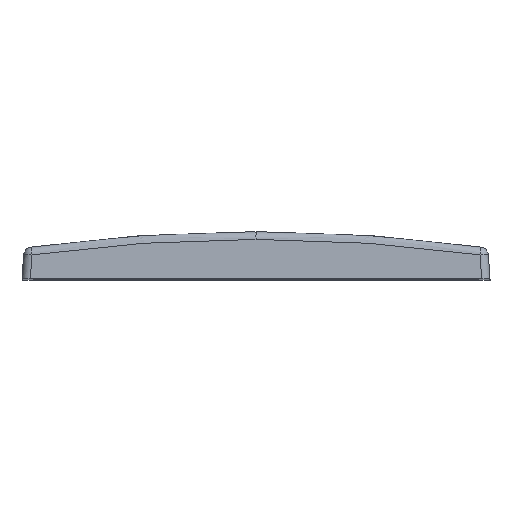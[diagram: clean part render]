
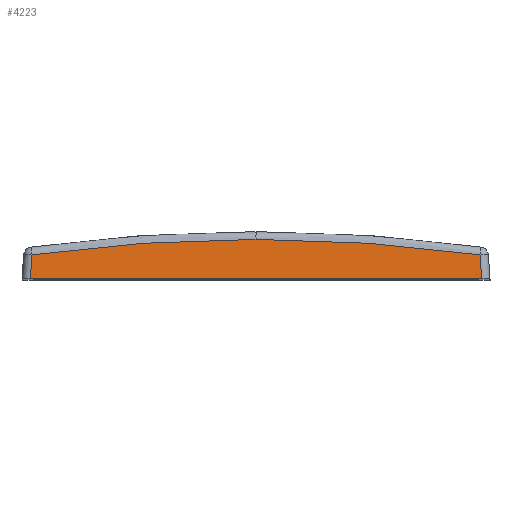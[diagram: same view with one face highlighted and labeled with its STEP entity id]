
A CAD part, top view. The second image highlights one B-rep face of the part: STEP entity #4223.
In plain terms, the highlighted planar face has unit normal (0, 0.07, 0.998).
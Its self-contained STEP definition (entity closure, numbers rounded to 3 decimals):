
#317=CARTESIAN_POINT('',(0.,7.105,69.503));
#476=DIRECTION('',(-1.,0.,0.));
#477=VECTOR('',#476,81.007);
#478=CARTESIAN_POINT('',(40.504,0.,70.));
#479=LINE('',#478,#477);
#480=DIRECTION('',(-0.07,-0.995,0.07));
#481=VECTOR('',#480,4.365);
#482=CARTESIAN_POINT('',(-40.2,4.343,69.696));
#483=LINE('',#482,#481);
#484=CARTESIAN_POINT('',(0.,7.105,69.503));
#485=CARTESIAN_POINT('',(-13.442,7.105,69.503));
#486=CARTESIAN_POINT('',(-26.884,6.181,69.568));
#487=CARTESIAN_POINT('',(-40.2,4.343,69.696));
#489=CARTESIAN_POINT('',(40.2,4.343,69.696));
#490=CARTESIAN_POINT('',(26.884,6.181,69.568));
#491=CARTESIAN_POINT('',(13.442,7.105,69.503));
#492=CARTESIAN_POINT('',(0.,7.105,69.503));
#494=DIRECTION('',(-0.07,0.995,-0.07));
#495=VECTOR('',#494,4.365);
#496=CARTESIAN_POINT('',(40.504,0.,70.));
#497=LINE('',#496,#495);
#3132=CARTESIAN_POINT('',(-40.2,4.343,69.696));
#3134=VERTEX_POINT('',#3132);
#3177=CARTESIAN_POINT('',(-40.504,0.,70.));
#3178=VERTEX_POINT('',#3177);
#3349=VERTEX_POINT('',#317);
#3410=CARTESIAN_POINT('',(40.504,0.,70.));
#3411=CARTESIAN_POINT('',(40.2,4.343,69.696));
#3412=VERTEX_POINT('',#3410);
#3413=VERTEX_POINT('',#3411);
#4210=CARTESIAN_POINT('',(42.,0.,70.));
#4211=DIRECTION('',(0.,0.07,0.998));
#4212=DIRECTION('',(0.,-0.998,0.07));
#4213=AXIS2_PLACEMENT_3D('',#4210,#4211,#4212);
#4214=PLANE('',#4213);
#4215=ORIENTED_EDGE('',*,*,#4085,.T.);
#4217=ORIENTED_EDGE('',*,*,#4216,.F.);
#4218=ORIENTED_EDGE('',*,*,#3926,.F.);
#4219=ORIENTED_EDGE('',*,*,#3954,.F.);
#4220=ORIENTED_EDGE('',*,*,#4203,.F.);
#4221=EDGE_LOOP('',(#4215,#4217,#4218,#4219,#4220));
#4222=FACE_OUTER_BOUND('',#4221,.F.);
#4223=ADVANCED_FACE('',(#4222),#4214,.T.);
#488=B_SPLINE_CURVE_WITH_KNOTS('',3,(#484,#485,#486,#487),.UNSPECIFIED.,.F.,.F.,
(4,4),(0.,1.),.UNSPECIFIED.);
#493=B_SPLINE_CURVE_WITH_KNOTS('',3,(#489,#490,#491,#492),.UNSPECIFIED.,.F.,.F.,
(4,4),(0.,1.),.UNSPECIFIED.);
#3926=EDGE_CURVE('',#3349,#3134,#488,.T.);
#3954=EDGE_CURVE('',#3413,#3349,#493,.T.);
#4085=EDGE_CURVE('',#3412,#3178,#479,.T.);
#4203=EDGE_CURVE('',#3412,#3413,#497,.T.);
#4216=EDGE_CURVE('',#3134,#3178,#483,.T.);
